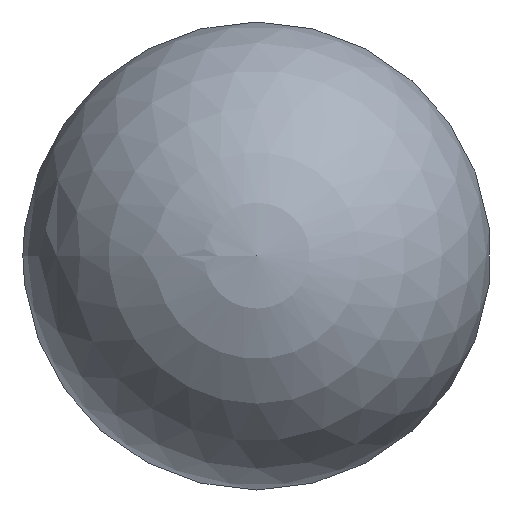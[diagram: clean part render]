
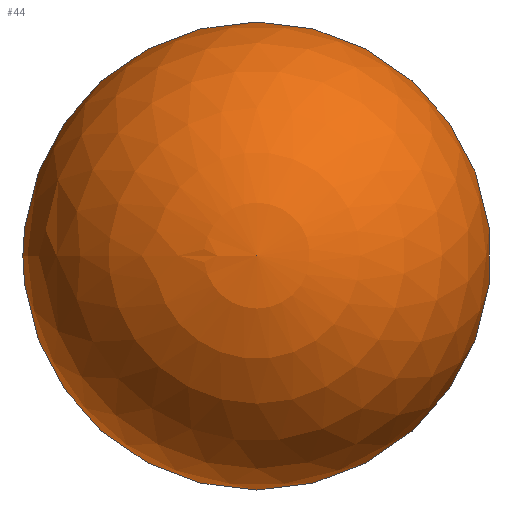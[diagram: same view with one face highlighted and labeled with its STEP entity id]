
A CAD part, top view. The second image highlights one B-rep face of the part: STEP entity #44.
In plain terms, the highlighted spherical face has radius 5 mm.
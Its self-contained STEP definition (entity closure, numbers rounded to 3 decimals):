
#19=FACE_OUTER_BOUND('',#22,.T.);
#22=EDGE_LOOP('',(#35,#36,#37));
#25=CIRCLE('',#62,1.954);
#26=CIRCLE('',#63,5.);
#28=VERTEX_POINT('',#84);
#29=VERTEX_POINT('',#86);
#31=EDGE_CURVE('',#28,#28,#25,.F.);
#32=EDGE_CURVE('',#29,#28,#26,.T.);
#35=ORIENTED_EDGE('',*,*,#31,.F.);
#36=ORIENTED_EDGE('',*,*,#32,.F.);
#37=ORIENTED_EDGE('',*,*,#32,.T.);
#43=SPHERICAL_SURFACE('',#61,5.);
#44=ADVANCED_FACE('',(#19),#43,.T.);
#61=AXIS2_PLACEMENT_3D('',#83,#69,#70);
#62=AXIS2_PLACEMENT_3D('',#85,#71,#72);
#63=AXIS2_PLACEMENT_3D('',#87,#73,#74);
#69=DIRECTION('center_axis',(0.,0.,1.));
#70=DIRECTION('ref_axis',(1.,0.,0.));
#71=DIRECTION('center_axis',(0.,0.,1.));
#72=DIRECTION('ref_axis',(1.,0.,0.));
#73=DIRECTION('center_axis',(0.,-1.,0.));
#74=DIRECTION('ref_axis',(-1.,0.,0.));
#83=CARTESIAN_POINT('Origin',(0.,0.,80.));
#84=CARTESIAN_POINT('',(-1.954,0.,75.398));
#85=CARTESIAN_POINT('Origin',(0.,0.,75.398));
#86=CARTESIAN_POINT('',(0.,0.,85.));
#87=CARTESIAN_POINT('Origin',(0.,0.,80.));
